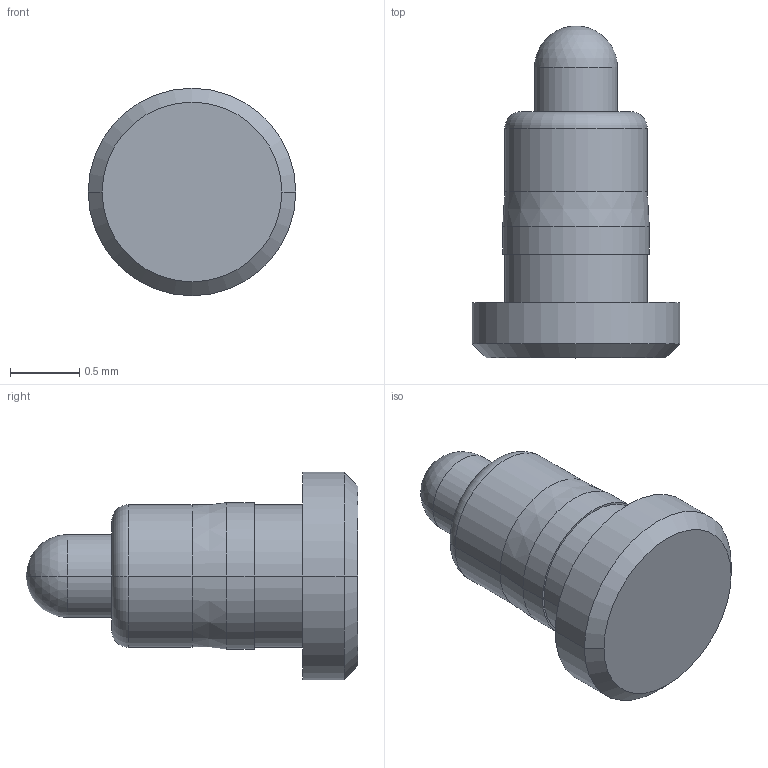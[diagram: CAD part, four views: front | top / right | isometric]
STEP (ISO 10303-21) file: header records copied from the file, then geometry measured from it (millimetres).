
FILE_DESCRIPTION(('STEP AP203'),'1');
FILE_NAME('p70-5000045r.stp','2023-10-13T08:01:17',('TraceParts'),('TraceParts S.A.'),'Spatial InterOp 3D',' ',' ');
FILE_SCHEMA(('CONFIG_CONTROL_DESIGN'));
Length unit declared in the file: millimetre
Products named in the file (1): 1
Bounding box: 1.5 x 2.4 x 1.5 mm (x, y, z)
Volume: 2 mm3; surface area: 10.4 mm2
Topology: 1 solids, 1 shells, 22 faces, 44 edges, 25 vertices
Faces by surface type: cylinder 10, cone 4, plane 4, sphere 2, torus 2
Entity records: 606 total; most frequent: DIRECTION 116, CARTESIAN_POINT 90, ORIENTED_EDGE 84, AXIS2_PLACEMENT_3D 51, EDGE_CURVE 42, CIRCLE 28, EDGE_LOOP 25, VERTEX_POINT 25
